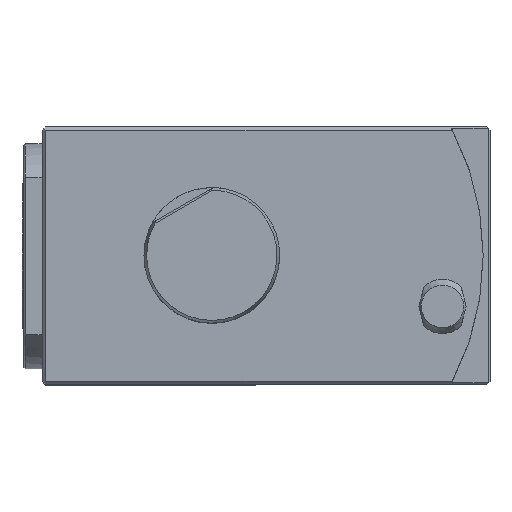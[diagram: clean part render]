
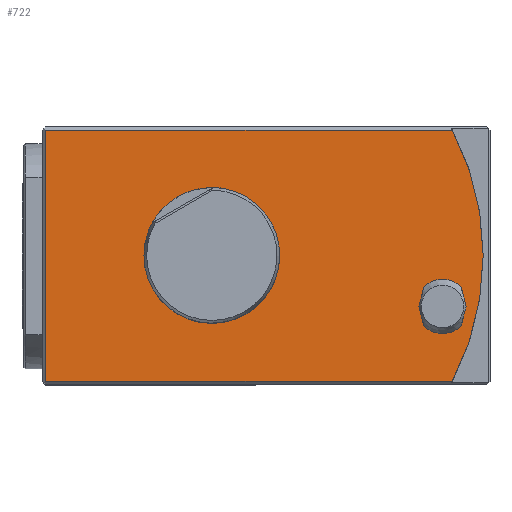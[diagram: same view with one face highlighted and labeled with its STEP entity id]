
A CAD part, top view. The second image highlights one B-rep face of the part: STEP entity #722.
In plain terms, the highlighted planar face has unit normal (0, 0, 1).
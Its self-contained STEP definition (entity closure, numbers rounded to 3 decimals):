
#226=LINE('',#4235,#385);
#239=LINE('',#4270,#398);
#240=LINE('',#4278,#399);
#385=VECTOR('',#3248,1.);
#398=VECTOR('',#3285,1.);
#399=VECTOR('',#3296,1.);
#492=FACE_BOUND('',#1092,.T.);
#493=FACE_BOUND('',#1093,.T.);
#494=FACE_BOUND('',#1094,.T.);
#722=ADVANCED_FACE('',(#492,#493,#494),#872,.F.);
#872=PLANE('',#2710);
#1092=EDGE_LOOP('',(#1637));
#1093=EDGE_LOOP('',(#1638,#1639,#1640,#1641));
#1094=EDGE_LOOP('',(#1642));
#1637=ORIENTED_EDGE('',*,*,#2324,.T.);
#1638=ORIENTED_EDGE('',*,*,#2323,.T.);
#1639=ORIENTED_EDGE('',*,*,#2321,.F.);
#1640=ORIENTED_EDGE('',*,*,#2319,.T.);
#1641=ORIENTED_EDGE('',*,*,#2301,.T.);
#1642=ORIENTED_EDGE('',*,*,#2292,.T.);
#2004=VERTEX_POINT('',#4217);
#2008=VERTEX_POINT('',#4228);
#2011=VERTEX_POINT('',#4234);
#2022=VERTEX_POINT('',#4271);
#2023=VERTEX_POINT('',#4275);
#2024=VERTEX_POINT('',#4281);
#2292=EDGE_CURVE('',#2004,#2004,#2453,.T.);
#2301=EDGE_CURVE('',#2008,#2011,#226,.T.);
#2319=EDGE_CURVE('',#2022,#2008,#239,.T.);
#2321=EDGE_CURVE('',#2022,#2023,#2457,.T.);
#2323=EDGE_CURVE('',#2011,#2023,#240,.T.);
#2324=EDGE_CURVE('',#2024,#2024,#2458,.T.);
#2453=CIRCLE('',#2688,19.634);
#2457=CIRCLE('',#2705,80.);
#2458=CIRCLE('',#2709,5.998);
#2688=AXIS2_PLACEMENT_3D('',#4216,#3234,#3235);
#2705=AXIS2_PLACEMENT_3D('',#4274,#3290,#3291);
#2709=AXIS2_PLACEMENT_3D('',#4280,#3299,#3300);
#2710=AXIS2_PLACEMENT_3D('',#4282,#3301,#3302);
#3234=DIRECTION('',(0.,0.,-1.));
#3235=DIRECTION('',(1.,0.,0.));
#3248=DIRECTION('',(0.,-1.,0.));
#3285=DIRECTION('',(-1.,0.,0.));
#3290=DIRECTION('',(0.,0.,-1.));
#3291=DIRECTION('',(1.,0.,0.));
#3296=DIRECTION('',(1.,0.,0.));
#3299=DIRECTION('',(0.,0.,-1.));
#3300=DIRECTION('',(1.,0.,0.));
#3301=DIRECTION('',(0.,0.,-1.));
#3302=DIRECTION('',(1.,0.,0.));
#4216=CARTESIAN_POINT('',(0.,0.,0.));
#4217=CARTESIAN_POINT('',(19.634,0.,0.));
#4228=CARTESIAN_POINT('',(-49.,37.,0.));
#4234=CARTESIAN_POINT('',(-49.,-37.,0.));
#4235=CARTESIAN_POINT('',(-49.,-38.,0.));
#4270=CARTESIAN_POINT('',(-50.,37.,0.));
#4271=CARTESIAN_POINT('',(70.93,37.,0.));
#4274=CARTESIAN_POINT('',(0.,0.,0.));
#4275=CARTESIAN_POINT('',(70.93,-37.,0.));
#4278=CARTESIAN_POINT('',(82.,-37.,0.));
#4280=CARTESIAN_POINT('',(68.,-15.,0.));
#4281=CARTESIAN_POINT('',(73.998,-15.,0.));
#4282=CARTESIAN_POINT('',(-50.,38.,0.));
